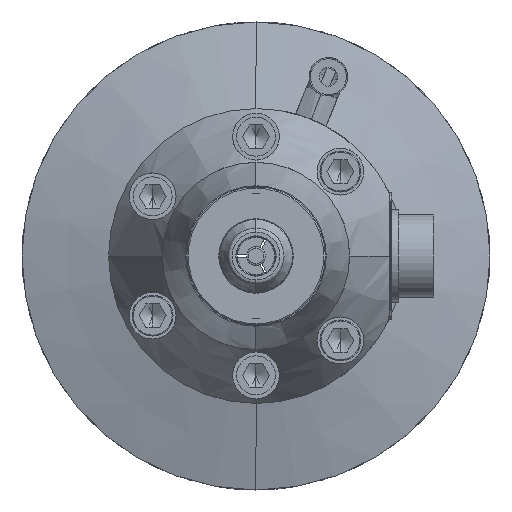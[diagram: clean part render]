
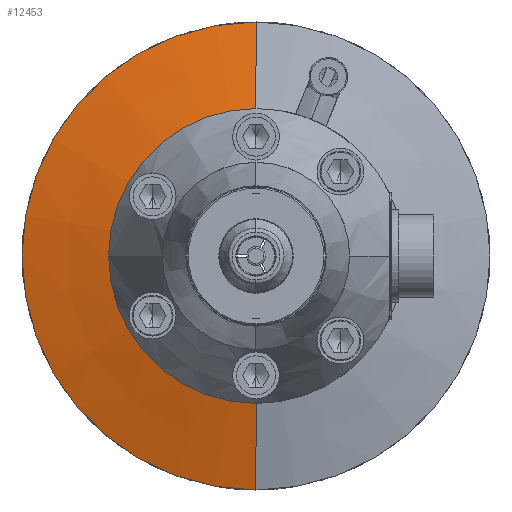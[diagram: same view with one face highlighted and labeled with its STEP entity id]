
A CAD part, left-side view. The second image highlights one B-rep face of the part: STEP entity #12453.
In plain terms, the highlighted conical face has half-angle 75 degrees and reference radius 50 mm.
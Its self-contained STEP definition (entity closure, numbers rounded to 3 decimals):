
#37 = CARTESIAN_POINT ( 'NONE',  ( 118.657, 0., 50. ) ) ;
#547 = DIRECTION ( 'NONE',  ( 1., 0., 0. ) ) ;
#883 = DIRECTION ( 'NONE',  ( 0.259, 0., -0.966 ) ) ;
#2155 = DIRECTION ( 'NONE',  ( 1., 0., 0. ) ) ;
#2269 = VERTEX_POINT ( 'NONE', #10647 ) ;
#2475 = LINE ( 'NONE', #8098, #5359 ) ;
#2557 = EDGE_CURVE ( 'NONE', #2269, #7308, #8130, .T. ) ;
#2658 = AXIS2_PLACEMENT_3D ( 'NONE', #7783, #547, #8986 ) ;
#2712 = VERTEX_POINT ( 'NONE', #12204 ) ;
#2976 = LINE ( 'NONE', #12055, #12171 ) ;
#3313 = CARTESIAN_POINT ( 'NONE',  ( 118.657, 0., 0. ) ) ;
#3439 = EDGE_LOOP ( 'NONE', ( #13561, #10027, #5330, #15015 ) ) ;
#4484 = AXIS2_PLACEMENT_3D ( 'NONE', #3313, #8252, #5845 ) ;
#4889 = AXIS2_PLACEMENT_3D ( 'NONE', #9357, #2155, #10553 ) ;
#5330 = ORIENTED_EDGE ( 'NONE', *, *, #2557, .F. ) ;
#5359 = VECTOR ( 'NONE', #883, 1000. ) ;
#5812 = CIRCLE ( 'NONE', #4889, 31.5 ) ;
#5845 = DIRECTION ( 'NONE',  ( 0., 0., -1. ) ) ;
#6117 = CONICAL_SURFACE ( 'NONE', #4484, 50., 1.309 ) ;
#7308 = VERTEX_POINT ( 'NONE', #37 ) ;
#7783 = CARTESIAN_POINT ( 'NONE',  ( 118.657, 0., 0. ) ) ;
#8098 = CARTESIAN_POINT ( 'NONE',  ( 118.657, 0., -50. ) ) ;
#8130 = CIRCLE ( 'NONE', #2658, 50. ) ;
#8252 = DIRECTION ( 'NONE',  ( 1., 0., 0. ) ) ;
#8986 = DIRECTION ( 'NONE',  ( 0., 0., 1. ) ) ;
#9357 = CARTESIAN_POINT ( 'NONE',  ( 113.7, 0., 0. ) ) ;
#9667 = FACE_OUTER_BOUND ( 'NONE', #3439, .T. ) ;
#9959 = EDGE_CURVE ( 'NONE', #2712, #7308, #2976, .T. ) ;
#10027 = ORIENTED_EDGE ( 'NONE', *, *, #9959, .T. ) ;
#10553 = DIRECTION ( 'NONE',  ( 0., 0., -1. ) ) ;
#10554 = EDGE_CURVE ( 'NONE', #14427, #2712, #5812, .T. ) ;
#10647 = CARTESIAN_POINT ( 'NONE',  ( 118.657, 0., -50. ) ) ;
#10842 = DIRECTION ( 'NONE',  ( 0.259, 0., 0.966 ) ) ;
#12055 = CARTESIAN_POINT ( 'NONE',  ( 118.657, 0., 50. ) ) ;
#12171 = VECTOR ( 'NONE', #10842, 1000. ) ;
#12204 = CARTESIAN_POINT ( 'NONE',  ( 113.7, 0., 31.5 ) ) ;
#12453 = ADVANCED_FACE ( 'NONE', ( #9667 ), #6117, .T. ) ;
#13561 = ORIENTED_EDGE ( 'NONE', *, *, #10554, .T. ) ;
#13852 = EDGE_CURVE ( 'NONE', #14427, #2269, #2475, .T. ) ;
#14030 = CARTESIAN_POINT ( 'NONE',  ( 113.7, 0., -31.5 ) ) ;
#14427 = VERTEX_POINT ( 'NONE', #14030 ) ;
#15015 = ORIENTED_EDGE ( 'NONE', *, *, #13852, .F. ) ;
